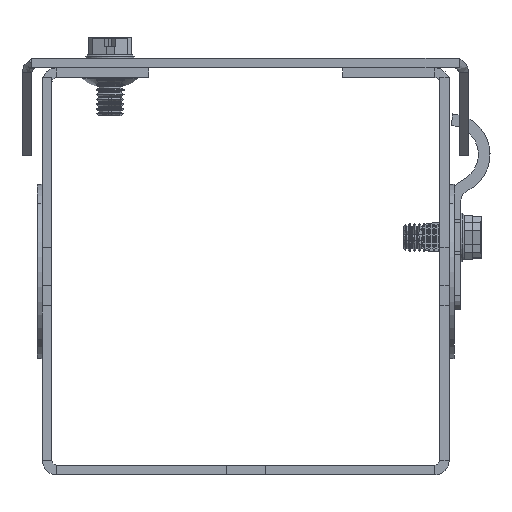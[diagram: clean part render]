
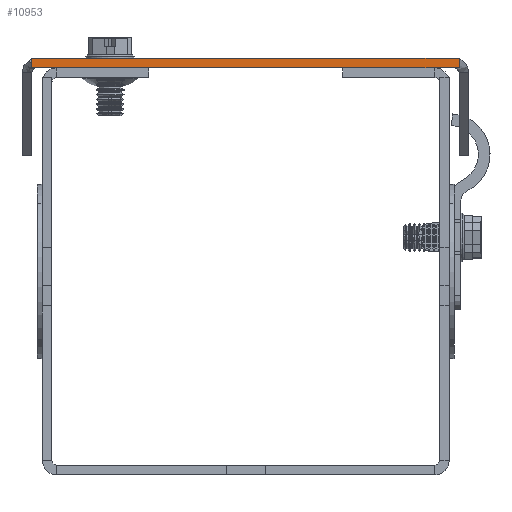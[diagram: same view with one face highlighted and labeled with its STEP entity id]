
A CAD part, left-side view. The second image highlights one B-rep face of the part: STEP entity #10953.
In plain terms, the highlighted face is planar.
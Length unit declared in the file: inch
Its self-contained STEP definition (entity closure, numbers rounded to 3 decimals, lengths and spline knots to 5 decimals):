
#954=LINE('',#18245,#1675);
#963=LINE('',#18263,#1684);
#982=LINE('',#18302,#1703);
#984=LINE('',#18307,#1705);
#1675=VECTOR('',#14722,2.755);
#1684=VECTOR('',#14739,2.755);
#1703=VECTOR('',#14782,0.0625);
#1705=VECTOR('',#14790,0.0625);
#2158=PLANE('',#12035);
#3259=FACE_OUTER_BOUND('',#4333,.T.);
#4333=EDGE_LOOP('',(#9341,#9342,#9343,#9344));
#5775=VERTEX_POINT('',#18242);
#5776=VERTEX_POINT('',#18244);
#5780=VERTEX_POINT('',#18260);
#5781=VERTEX_POINT('',#18262);
#6973=EDGE_CURVE('',#5776,#5775,#954,.T.);
#6982=EDGE_CURVE('',#5781,#5780,#963,.T.);
#7002=EDGE_CURVE('',#5781,#5775,#982,.T.);
#7004=EDGE_CURVE('',#5780,#5776,#984,.T.);
#9341=ORIENTED_EDGE('',*,*,#6973,.T.);
#9342=ORIENTED_EDGE('',*,*,#7002,.F.);
#9343=ORIENTED_EDGE('',*,*,#6982,.T.);
#9344=ORIENTED_EDGE('',*,*,#7004,.T.);
#10953=ADVANCED_FACE('',(#3259),#2158,.T.);
#12035=AXIS2_PLACEMENT_3D('',#18308,#14791,#14792);
#14722=DIRECTION('',(0.,-1.,0.));
#14739=DIRECTION('',(0.,1.,0.));
#14782=DIRECTION('',(0.,0.,1.));
#14790=DIRECTION('',(0.,0.,1.));
#14791=DIRECTION('center_axis',(1.,0.,0.));
#14792=DIRECTION('ref_axis',(0.,0.,-1.));
#18242=CARTESIAN_POINT('',(96.,0.,0.0625));
#18244=CARTESIAN_POINT('',(96.,2.755,0.0625));
#18245=CARTESIAN_POINT('',(96.,0.,0.0625));
#18260=CARTESIAN_POINT('',(96.,2.755,0.));
#18262=CARTESIAN_POINT('',(96.,0.,0.));
#18263=CARTESIAN_POINT('',(96.,0.,0.));
#18302=CARTESIAN_POINT('',(96.,0.,0.));
#18307=CARTESIAN_POINT('',(96.,2.755,0.));
#18308=CARTESIAN_POINT('Origin',(96.,2.755,0.));
